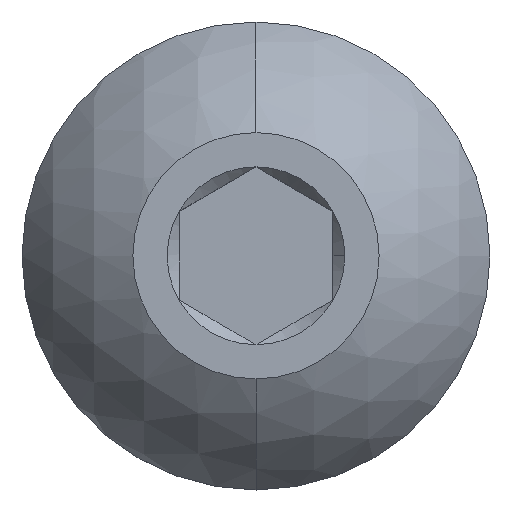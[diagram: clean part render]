
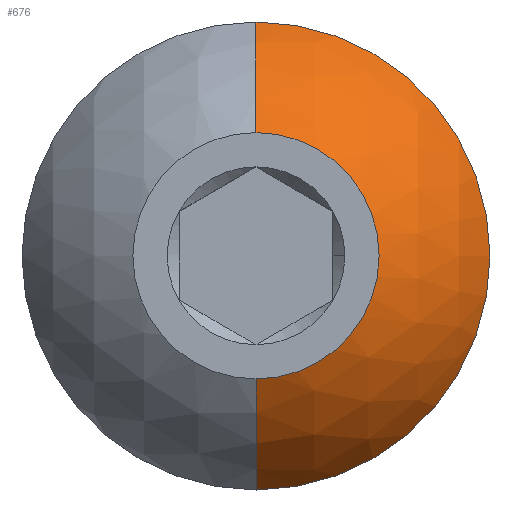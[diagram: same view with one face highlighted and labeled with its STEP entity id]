
A CAD part, top view. The second image highlights one B-rep face of the part: STEP entity #676.
In plain terms, the highlighted spherical face has radius 4.229 mm.
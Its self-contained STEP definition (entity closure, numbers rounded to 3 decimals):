
#3 = VERTEX_POINT ( 'NONE', #121 ) ;
#41 = CARTESIAN_POINT ( 'NONE',  ( 0., -3.8, 6.33 ) ) ;
#119 = CIRCLE ( 'NONE', #454, 2. ) ;
#121 = CARTESIAN_POINT ( 'NONE',  ( 0., 2., 8.2 ) ) ;
#127 = DIRECTION ( 'NONE',  ( -1., 0., 0. ) ) ;
#157 = DIRECTION ( 'NONE',  ( 0., -1., 0. ) ) ;
#173 = VERTEX_POINT ( 'NONE', #223 ) ;
#181 = AXIS2_PLACEMENT_3D ( 'NONE', #256, #708, #419 ) ;
#217 = ORIENTED_EDGE ( 'NONE', *, *, #320, .T. ) ;
#223 = CARTESIAN_POINT ( 'NONE',  ( 0., 3.8, 6.33 ) ) ;
#256 = CARTESIAN_POINT ( 'NONE',  ( 0., 0., 4.474 ) ) ;
#310 = DIRECTION ( 'NONE',  ( 0., -1., 0. ) ) ;
#320 = EDGE_CURVE ( 'NONE', #350, #173, #322, .T. ) ;
#322 = CIRCLE ( 'NONE', #390, 3.8 ) ;
#350 = VERTEX_POINT ( 'NONE', #41 ) ;
#357 = EDGE_CURVE ( 'NONE', #374, #3, #119, .T. ) ;
#370 = AXIS2_PLACEMENT_3D ( 'NONE', #592, #127, #310 ) ;
#373 = EDGE_LOOP ( 'NONE', ( #217, #393, #520, #697 ) ) ;
#374 = VERTEX_POINT ( 'NONE', #460 ) ;
#390 = AXIS2_PLACEMENT_3D ( 'NONE', #569, #727, #721 ) ;
#393 = ORIENTED_EDGE ( 'NONE', *, *, #498, .T. ) ;
#419 = DIRECTION ( 'NONE',  ( 0., -1., 0. ) ) ;
#422 = SPHERICAL_SURFACE ( 'NONE', #181, 4.229 ) ;
#428 = CIRCLE ( 'NONE', #660, 4.229 ) ;
#451 = DIRECTION ( 'NONE',  ( 0., 0., 1. ) ) ;
#454 = AXIS2_PLACEMENT_3D ( 'NONE', #566, #451, #157 ) ;
#460 = CARTESIAN_POINT ( 'NONE',  ( 0., -2., 8.2 ) ) ;
#474 = EDGE_CURVE ( 'NONE', #350, #374, #586, .T. ) ;
#498 = EDGE_CURVE ( 'NONE', #173, #3, #428, .T. ) ;
#520 = ORIENTED_EDGE ( 'NONE', *, *, #357, .F. ) ;
#566 = CARTESIAN_POINT ( 'NONE',  ( 0., 0., 8.2 ) ) ;
#569 = CARTESIAN_POINT ( 'NONE',  ( 0., 0., 6.33 ) ) ;
#585 = CARTESIAN_POINT ( 'NONE',  ( 0., 0., 4.474 ) ) ;
#586 = CIRCLE ( 'NONE', #370, 4.229 ) ;
#592 = CARTESIAN_POINT ( 'NONE',  ( 0., 0., 4.474 ) ) ;
#599 = FACE_OUTER_BOUND ( 'NONE', #373, .T. ) ;
#635 = DIRECTION ( 'NONE',  ( 0., 1., 0. ) ) ;
#660 = AXIS2_PLACEMENT_3D ( 'NONE', #585, #687, #635 ) ;
#676 = ADVANCED_FACE ( 'NONE', ( #599 ), #422, .T. ) ;
#687 = DIRECTION ( 'NONE',  ( 1., 0., 0. ) ) ;
#697 = ORIENTED_EDGE ( 'NONE', *, *, #474, .F. ) ;
#708 = DIRECTION ( 'NONE',  ( 1., 0., 0. ) ) ;
#721 = DIRECTION ( 'NONE',  ( 0., -1., 0. ) ) ;
#727 = DIRECTION ( 'NONE',  ( 0., 0., 1. ) ) ;
